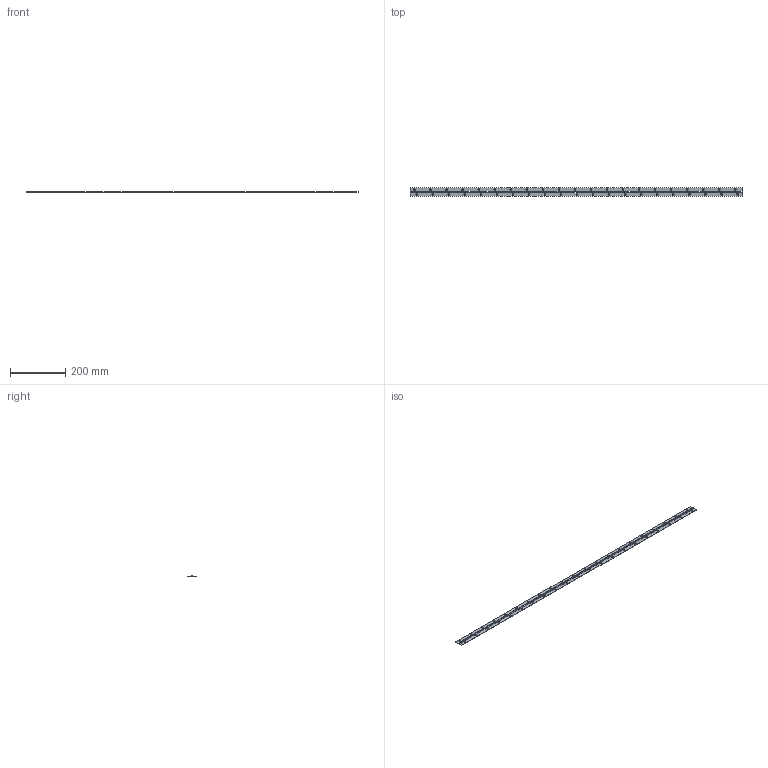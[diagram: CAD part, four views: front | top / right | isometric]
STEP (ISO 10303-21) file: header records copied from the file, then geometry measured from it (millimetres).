
FILE_DESCRIPTION (( 'STEP AP203' ), '1' );
FILE_NAME ('B-1807-1.STEP', '2024-03-01T01:30:57', ( '' ), ( '' ), 'SwSTEP 2.0', 'SolidWorks 2021', '' );
FILE_SCHEMA (( 'CONFIG_CONTROL_DESIGN' ));
Length unit declared in the file: millimetre
Products named in the file (4): B-1807-1; B-1807-1_shaft_; B-1807-1_hingeA_; B-1807-1_hingeB_
Assembly tree (3 placements, depth 2):
  B-1807-1
    B-1807-1_shaft_
    B-1807-1_hingeA_
    B-1807-1_hingeB_
Bounding box: 1200 x 30 x 3.5 mm (x, y, z)
Volume: 41093.6 mm3; surface area: 101899.9 mm2
Topology: 3 solids, 3 shells, 888 faces, 2802 edges, 1764 vertices
Faces by surface type: cylinder 476, plane 328, cone 84
Entity records: 31968 total; most frequent: DIRECTION 5710, ORIENTED_EDGE 5604, CARTESIAN_POINT 5460, EDGE_CURVE 2802, AXIS2_PLACEMENT_3D 2014, VERTEX_POINT 1764, VECTOR 1682, LINE 1682
